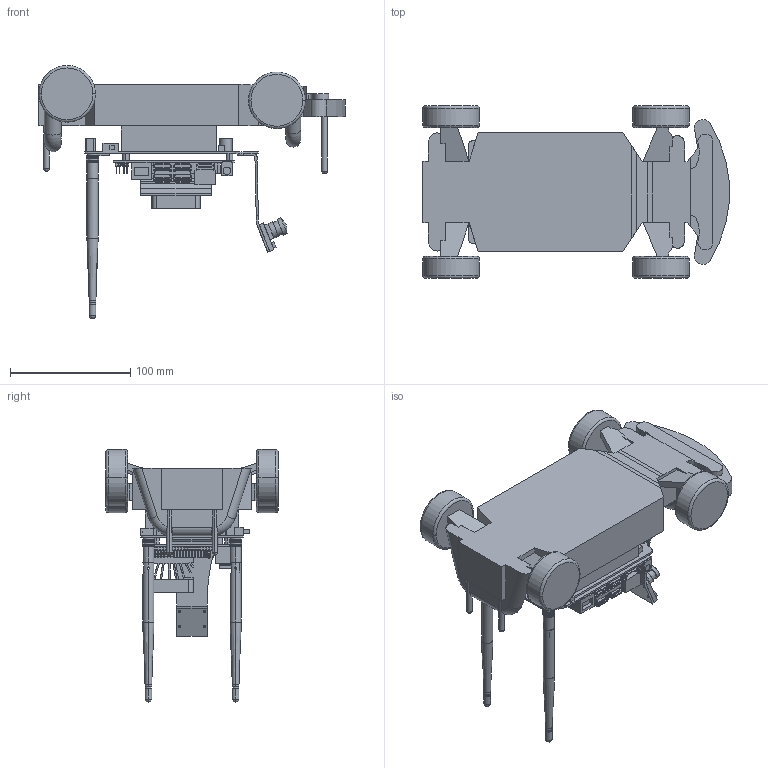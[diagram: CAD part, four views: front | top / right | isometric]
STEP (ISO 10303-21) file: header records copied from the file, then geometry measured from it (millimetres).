
FILE_DESCRIPTION((''),'2;1');
FILE_NAME('ASM0304-ALL_ASM','2021-03-23T',('Administrator'),(''),'PRO/ENGINEER BY PARAMETRIC TECHNOLOGY CORPORATION, 2001280','PRO/ENGINEER BY PARAMETRIC TECHNOLOGY CORPORATION, 2001280','');
FILE_SCHEMA(('CONFIG_CONTROL_DESIGN'));
Length unit declared in the file: millimetre
Products named in the file (11): 0304-01; 0304-02; 0304-03; 0304-07; 0304-05; 0304-08; ASM0304-01_ASM; 0304-10; 0304-11; 0304-12; ASM0304-ALL_ASM
Assembly tree (11 placements, depth 3):
  ASM0304-ALL_ASM
    0304-01
    0304-02
    0304-03
    0304-07
    ASM0304-01_ASM  x2
      0304-05
      0304-08
    0304-10
    0304-11
    0304-12
Bounding box: 254.36 x 143 x 210 mm (x, y, z)
Volume: 1045938.8 mm3; surface area: 209361.5 mm2
Topology: 11 solids, 13 shells, 2214 faces, 5879 edges, 3867 vertices
Faces by surface type: plane 1776, cylinder 390, torus 26, bspline 12, sphere 6, revolution 2, extrusion 2
Entity records: 62697 total; most frequent: CARTESIAN_POINT 11662, ORIENTED_EDGE 10678, DIRECTION 10149, EDGE_CURVE 5339, VECTOR 4375, LINE 4373, VERTEX_POINT 3516, AXIS2_PLACEMENT_3D 2886
